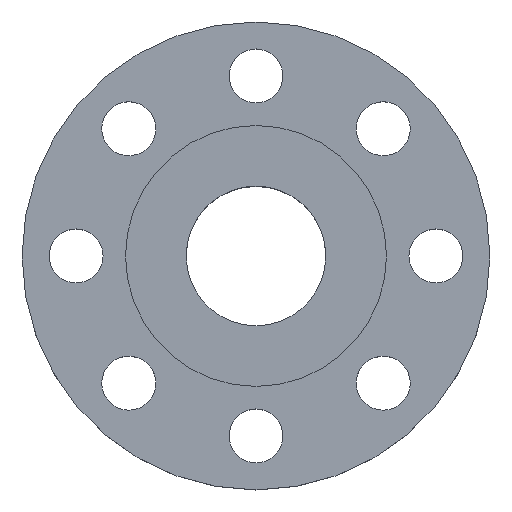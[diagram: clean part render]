
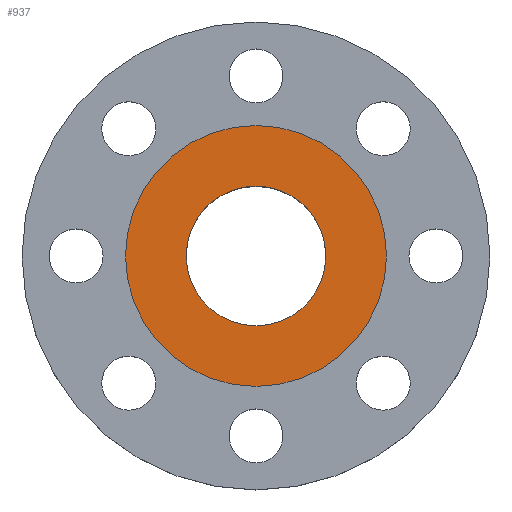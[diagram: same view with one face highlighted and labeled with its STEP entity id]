
A CAD part, top view. The second image highlights one B-rep face of the part: STEP entity #937.
In plain terms, the highlighted planar face has unit normal (0, 0, 1).
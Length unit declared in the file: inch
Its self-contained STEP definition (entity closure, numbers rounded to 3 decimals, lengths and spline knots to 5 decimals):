
#3 = CARTESIAN_POINT ( 'NONE',  ( -0.9695, 0., 0. ) ) ;
#4 = DIRECTION ( 'NONE',  ( 0., 0., 1. ) ) ;
#65 = CARTESIAN_POINT ( 'NONE',  ( -1.8125, 0., 0. ) ) ;
#89 = ORIENTED_EDGE ( 'NONE', *, *, #167, .T. ) ;
#133 = DIRECTION ( 'NONE',  ( 1., 0., 0. ) ) ;
#144 = ORIENTED_EDGE ( 'NONE', *, *, #1081, .F. ) ;
#167 = EDGE_CURVE ( 'NONE', #1111, #1092, #534, .T. ) ;
#181 = ORIENTED_EDGE ( 'NONE', *, *, #289, .T. ) ;
#203 = FACE_BOUND ( 'NONE', #306, .T. ) ;
#222 = CIRCLE ( 'NONE', #614, 0.9695 ) ;
#259 = DIRECTION ( 'NONE',  ( 0., 0., 1. ) ) ;
#270 = CIRCLE ( 'NONE', #851, 0.9695 ) ;
#289 = EDGE_CURVE ( 'NONE', #1092, #1111, #918, .T. ) ;
#306 = EDGE_LOOP ( 'NONE', ( #1139, #144 ) ) ;
#384 = PLANE ( 'NONE',  #461 ) ;
#392 = EDGE_CURVE ( 'NONE', #1095, #927, #270, .T. ) ;
#426 = CARTESIAN_POINT ( 'NONE',  ( 0., 0., 0. ) ) ;
#433 = EDGE_LOOP ( 'NONE', ( #89, #181 ) ) ;
#461 = AXIS2_PLACEMENT_3D ( 'NONE', #551, #905, #468 ) ;
#468 = DIRECTION ( 'NONE',  ( -1., 0., 0. ) ) ;
#476 = CARTESIAN_POINT ( 'NONE',  ( 0., 0., 0. ) ) ;
#534 = CIRCLE ( 'NONE', #661, 1.8125 ) ;
#551 = CARTESIAN_POINT ( 'NONE',  ( 0., 0.9695, 0. ) ) ;
#614 = AXIS2_PLACEMENT_3D ( 'NONE', #953, #767, #133 ) ;
#640 = AXIS2_PLACEMENT_3D ( 'NONE', #476, #4, #1083 ) ;
#660 = CARTESIAN_POINT ( 'NONE',  ( 1.8125, 0., 0. ) ) ;
#661 = AXIS2_PLACEMENT_3D ( 'NONE', #426, #259, #961 ) ;
#727 = DIRECTION ( 'NONE',  ( 0., 0., 1. ) ) ;
#767 = DIRECTION ( 'NONE',  ( 0., 0., 1. ) ) ;
#850 = CARTESIAN_POINT ( 'NONE',  ( 0.9695, 0., 0. ) ) ;
#851 = AXIS2_PLACEMENT_3D ( 'NONE', #1066, #727, #1080 ) ;
#905 = DIRECTION ( 'NONE',  ( 0., 0., -1. ) ) ;
#908 = FACE_OUTER_BOUND ( 'NONE', #433, .T. ) ;
#918 = CIRCLE ( 'NONE', #640, 1.8125 ) ;
#927 = VERTEX_POINT ( 'NONE', #3 ) ;
#937 = ADVANCED_FACE ( 'NONE', ( #203, #908 ), #384, .F. ) ;
#953 = CARTESIAN_POINT ( 'NONE',  ( 0., 0., 0. ) ) ;
#961 = DIRECTION ( 'NONE',  ( 1., 0., 0. ) ) ;
#1066 = CARTESIAN_POINT ( 'NONE',  ( 0., 0., 0. ) ) ;
#1080 = DIRECTION ( 'NONE',  ( 1., 0., 0. ) ) ;
#1081 = EDGE_CURVE ( 'NONE', #927, #1095, #222, .T. ) ;
#1083 = DIRECTION ( 'NONE',  ( 1., 0., 0. ) ) ;
#1092 = VERTEX_POINT ( 'NONE', #65 ) ;
#1095 = VERTEX_POINT ( 'NONE', #850 ) ;
#1111 = VERTEX_POINT ( 'NONE', #660 ) ;
#1139 = ORIENTED_EDGE ( 'NONE', *, *, #392, .F. ) ;
